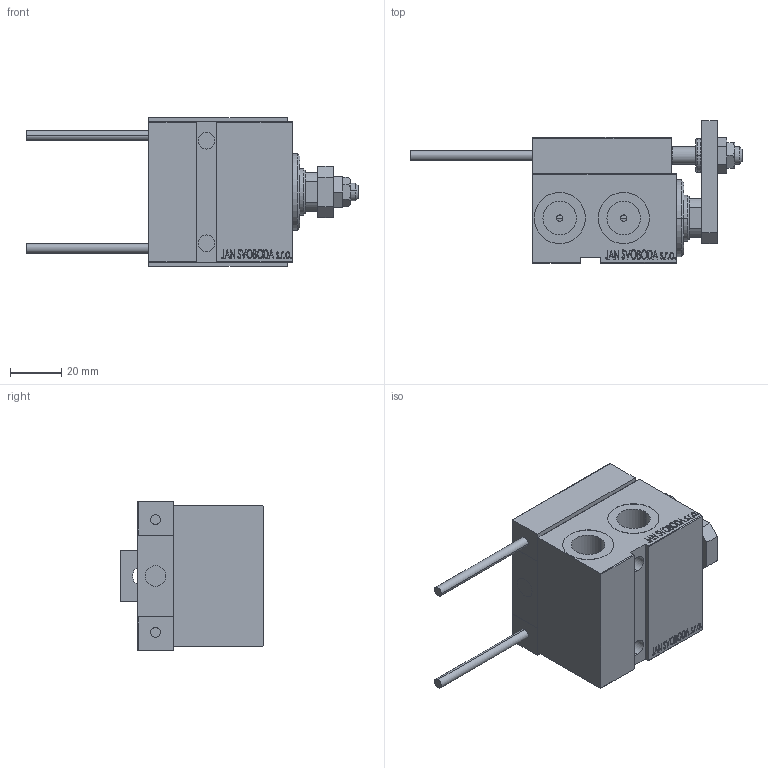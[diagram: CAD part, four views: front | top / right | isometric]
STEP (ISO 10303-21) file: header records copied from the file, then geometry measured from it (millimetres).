
FILE_DESCRIPTION (( 'STEP AP203' ), '1' );
FILE_NAME ('0982.STEP', '2021-11-02T01:22:41', ( '' ), ( '' ), 'SwSTEP 2.0', 'SolidWorks 2019', '' );
FILE_SCHEMA (( 'CONFIG_CONTROL_DESIGN' ));
Length unit declared in the file: millimetre
Products named in the file (16): V450CM_E_VCP 20335d1c5571b674201580c577b47ad5; SWITCH X 20335d1c5571b674201580c577b47ad5; KONCOVKA 20335d1c5571b674201580c577b47ad5; Block 20335d1c5571b674201580c577b47ad5; NUT_D10 20335d1c5571b674201580c577b47ad5; ZARAZKA 20335d1c5571b674201580c577b47ad5; V450CM_E 20335d1c5571b674201580c577b47ad5; MAGNET 20335d1c5571b674201580c577b47ad5; V450CM_VC_B 20335d1c5571b674201580c577b47ad5; ALLEN BOLT D5 20335d1c5571b674201580c577b47ad5; TYC_L79 20335d1c5571b674201580c577b47ad5; NUT_D12 20335d1c5571b674201580c577b47ad5; SWITCH DIM B,W 20335d1c5571b674201580c577b47ad5; SWITCH_X_FRONT_BACK 20335d1c5571b674201580c577b47ad5; ALLEN BOLT D8 20335d1c5571b674201580c577b47ad5; 0982
Assembly tree (25 placements, depth 3):
  0982
    V450CM_E 20335d1c5571b674201580c577b47ad5
    V450CM_E_VCP 20335d1c5571b674201580c577b47ad5
    V450CM_VC_B 20335d1c5571b674201580c577b47ad5
    SWITCH X 20335d1c5571b674201580c577b47ad5
      SWITCH_X_FRONT_BACK 20335d1c5571b674201580c577b47ad5  x2
      TYC_L79 20335d1c5571b674201580c577b47ad5
      Block 20335d1c5571b674201580c577b47ad5  x2
      ALLEN BOLT D5 20335d1c5571b674201580c577b47ad5  x4
      ALLEN BOLT D8 20335d1c5571b674201580c577b47ad5  x4
      MAGNET 20335d1c5571b674201580c577b47ad5  x2
      KONCOVKA 20335d1c5571b674201580c577b47ad5  x2
    SWITCH DIM B,W 20335d1c5571b674201580c577b47ad5
    ZARAZKA 20335d1c5571b674201580c577b47ad5
    NUT_D10 20335d1c5571b674201580c577b47ad5
    NUT_D12 20335d1c5571b674201580c577b47ad5
Bounding box: 129.7 x 55.5 x 58 mm (x, y, z)
Volume: 143299.5 mm3; surface area: 53809 mm2
Topology: 24 solids, 24 shells, 1303 faces, 3128 edges, 1998 vertices
Faces by surface type: plane 574, bspline 380, cylinder 188, cone 113, torus 44, sphere 4
Entity records: 50489 total; most frequent: CARTESIAN_POINT 25611, ORIENTED_EDGE 5276, DIRECTION 3545, EDGE_CURVE 2638, VERTEX_POINT 1722, LINE 1521, VECTOR 1521, EDGE_LOOP 1212
